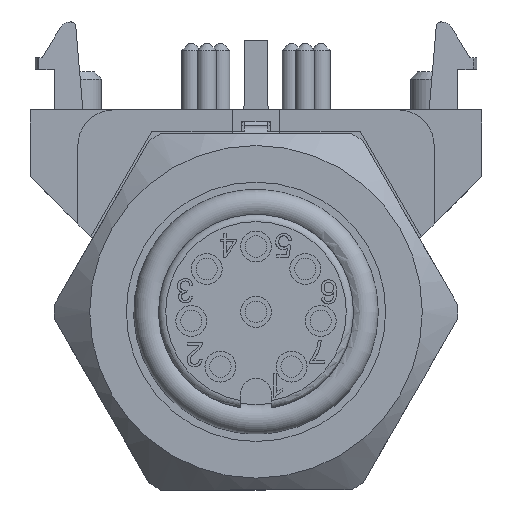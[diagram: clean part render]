
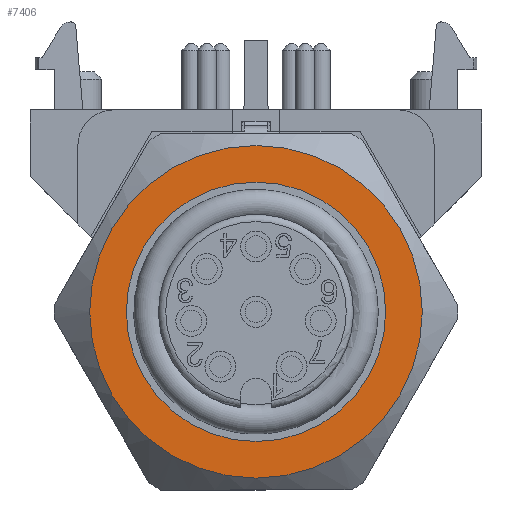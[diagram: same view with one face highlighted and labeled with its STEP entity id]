
A CAD part, front view. The second image highlights one B-rep face of the part: STEP entity #7406.
In plain terms, the highlighted planar face has unit normal (0, -1, 0).
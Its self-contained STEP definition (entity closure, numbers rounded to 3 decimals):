
#311=FACE_BOUND('',#1517,.T.);
#805=PLANE('',#7915);
#1070=FACE_OUTER_BOUND('',#1516,.T.);
#1516=EDGE_LOOP('',(#5461));
#1517=EDGE_LOOP('',(#5462));
#3360=CIRCLE('',#7914,7.);
#3361=CIRCLE('',#7916,5.46);
#3622=VERTEX_POINT('',#10649);
#3623=VERTEX_POINT('',#10652);
#4360=EDGE_CURVE('',#3622,#3622,#3360,.T.);
#4361=EDGE_CURVE('',#3623,#3623,#3361,.T.);
#5461=ORIENTED_EDGE('',*,*,#4360,.T.);
#5462=ORIENTED_EDGE('',*,*,#4361,.F.);
#7406=ADVANCED_FACE('',(#1070,#311),#805,.T.);
#7914=AXIS2_PLACEMENT_3D('',#10650,#8710,#8711);
#7915=AXIS2_PLACEMENT_3D('',#10651,#8712,#8713);
#7916=AXIS2_PLACEMENT_3D('',#10653,#8714,#8715);
#8710=DIRECTION('center_axis',(0.,-1.,0.));
#8711=DIRECTION('ref_axis',(-1.,0.,0.));
#8712=DIRECTION('center_axis',(0.,-1.,0.));
#8713=DIRECTION('ref_axis',(0.,0.,1.));
#8714=DIRECTION('center_axis',(0.,-1.,0.));
#8715=DIRECTION('ref_axis',(-1.,0.,0.));
#10649=CARTESIAN_POINT('',(-7.,6.2,0.));
#10650=CARTESIAN_POINT('Origin',(0.,6.2,
0.));
#10651=CARTESIAN_POINT('Origin',(-6.23,6.2,0.));
#10652=CARTESIAN_POINT('',(-5.46,6.2,0.));
#10653=CARTESIAN_POINT('Origin',(0.,6.2,
0.));
